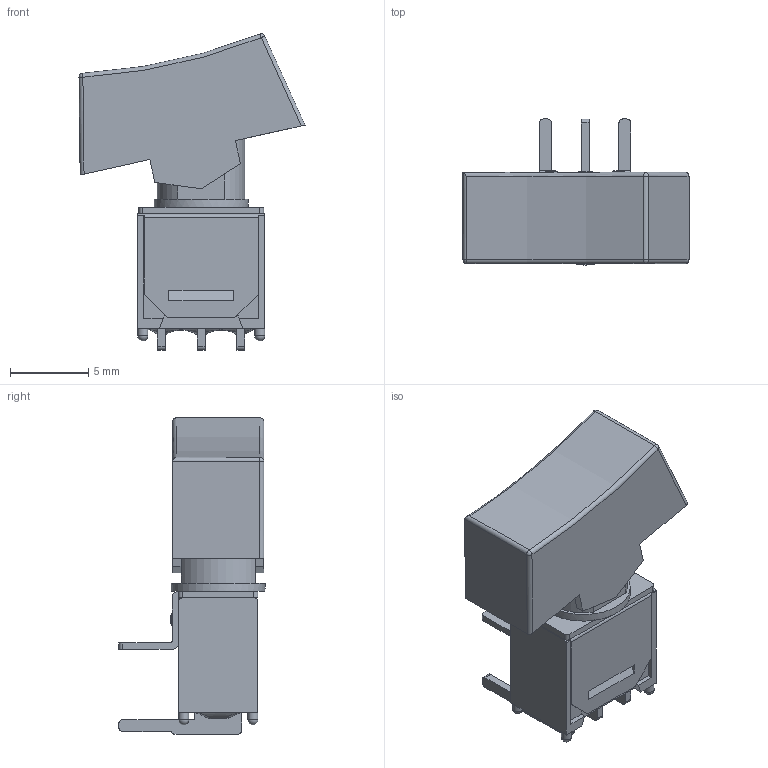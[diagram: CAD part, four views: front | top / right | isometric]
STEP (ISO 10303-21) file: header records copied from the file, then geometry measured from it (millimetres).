
FILE_DESCRIPTION((' '),'2;1');
FILE_NAME('400MSPxR6xxxM6xE.stp','2017-07-26T14:51:42',(' '),(' '),' ','ACIS',' ');
FILE_SCHEMA(('CONFIG_CONTROL_DESIGN'));
Length unit declared in the file: inch
Products named in the file (1): 400MSPxR6xxxM6xE.stp
Bounding box: 14.45 x 9.35 x 20.23 mm (x, y, z)
Volume: 442.1 mm3; surface area: 1308.5 mm2
Topology: 1 solids, 2 shells, 213 faces, 576 edges, 365 vertices
Faces by surface type: plane 142, cylinder 50, bspline 10, sphere 7, cone 2, torus 2
Full cylindrical faces by diameter (mm): 0.65 x4, 3.25 x1, 6 x1
Entity records: 7850 total; most frequent: CARTESIAN_POINT 2504, ORIENTED_EDGE 1108, DIRECTION 1049, EDGE_CURVE 554, VECTOR 399, LINE 399, VERTEX_POINT 358, AXIS2_PLACEMENT_3D 325
